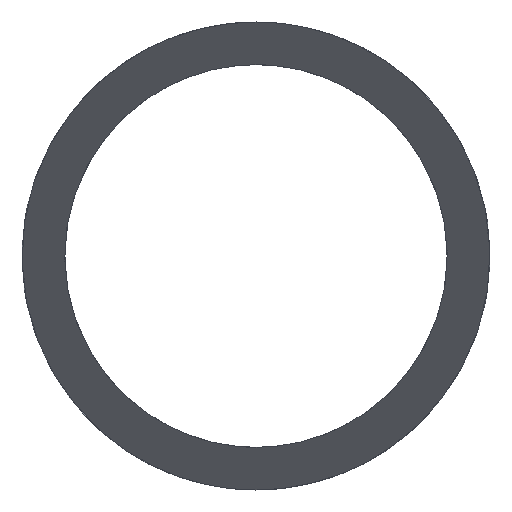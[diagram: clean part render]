
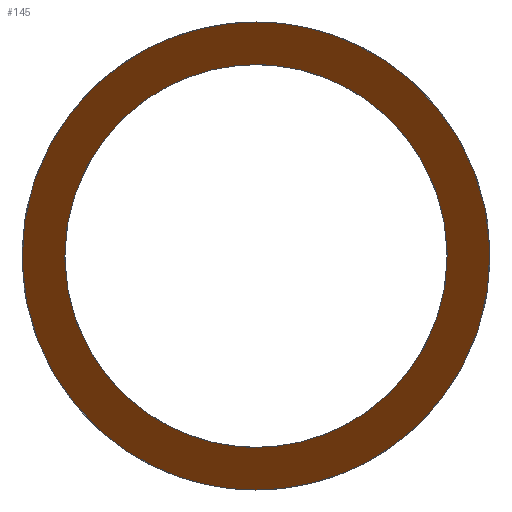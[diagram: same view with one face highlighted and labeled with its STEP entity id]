
A CAD part, front view. The second image highlights one B-rep face of the part: STEP entity #145.
In plain terms, the highlighted planar face has unit normal (0, -0.707, -0.707).
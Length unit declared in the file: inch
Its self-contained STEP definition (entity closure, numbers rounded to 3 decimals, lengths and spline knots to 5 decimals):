
#4 = CARTESIAN_POINT ( 'NONE',  ( -0.6575, -6.59844, 0.6575 ) ) ;
#6 =( BOUNDED_CURVE ( )  B_SPLINE_CURVE ( 3, ( #171, #177, #144, #168 ),
 .UNSPECIFIED., .F., .T. ) 
 B_SPLINE_CURVE_WITH_KNOTS ( ( 4, 4 ),
 ( 0., 3.14159 ),
 .UNSPECIFIED. ) 
 CURVE ( )  GEOMETRIC_REPRESENTATION_ITEM ( )  RATIONAL_B_SPLINE_CURVE ( ( 1., 0.333, 0.333, 1. ) ) 
 REPRESENTATION_ITEM ( '' )  );
#10 = AXIS2_PLACEMENT_3D ( 'NONE', #4, #34, #161 ) ;
#14 = FACE_OUTER_BOUND ( 'NONE', #90, .T. ) ;
#20 = CARTESIAN_POINT ( 'NONE',  ( 1.075, -5.40344, -0.5375 ) ) ;
#34 = DIRECTION ( 'NONE',  ( 0., -0.707, -0.707 ) ) ;
#35 = CARTESIAN_POINT ( 'NONE',  ( 0., -5.28344, -0.6575 ) ) ;
#38 = EDGE_CURVE ( 'NONE', #56, #200, #69, .T. ) ;
#43 = PLANE ( 'NONE',  #10 ) ;
#44 = CARTESIAN_POINT ( 'NONE',  ( 0., -5.28344, -0.6575 ) ) ;
#47 = CARTESIAN_POINT ( 'NONE',  ( 1.315, -5.28344, -0.6575 ) ) ;
#51 = CARTESIAN_POINT ( 'NONE',  ( 0., -6.59844, 0.6575 ) ) ;
#56 = VERTEX_POINT ( 'NONE', #133 ) ;
#64 = VERTEX_POINT ( 'NONE', #135 ) ;
#69 =( BOUNDED_CURVE ( )  B_SPLINE_CURVE ( 3, ( #148, #20, #169, #149 ),
 .UNSPECIFIED., .F., .T. ) 
 B_SPLINE_CURVE_WITH_KNOTS ( ( 4, 4 ),
 ( 3.14159, 6.28319 ),
 .UNSPECIFIED. ) 
 CURVE ( )  GEOMETRIC_REPRESENTATION_ITEM ( )  RATIONAL_B_SPLINE_CURVE ( ( 1., 0.333, 0.333, 1. ) ) 
 REPRESENTATION_ITEM ( '' )  );
#71 = CARTESIAN_POINT ( 'NONE',  ( 1.315, -6.59844, 0.6575 ) ) ;
#75 =( BOUNDED_CURVE ( )  B_SPLINE_CURVE ( 3, ( #35, #47, #71, #82 ),
 .UNSPECIFIED., .F., .T. ) 
 B_SPLINE_CURVE_WITH_KNOTS ( ( 4, 4 ),
 ( 3.14159, 6.28319 ),
 .UNSPECIFIED. ) 
 CURVE ( )  GEOMETRIC_REPRESENTATION_ITEM ( )  RATIONAL_B_SPLINE_CURVE ( ( 1., 0.333, 0.333, 1. ) ) 
 REPRESENTATION_ITEM ( '' )  );
#82 = CARTESIAN_POINT ( 'NONE',  ( 0., -6.59844, 0.6575 ) ) ;
#90 = EDGE_LOOP ( 'NONE', ( #196, #192 ) ) ;
#108 = EDGE_CURVE ( 'NONE', #194, #64, #211, .T. ) ;
#111 = CARTESIAN_POINT ( 'NONE',  ( 0., -6.47844, 0.5375 ) ) ;
#118 = EDGE_CURVE ( 'NONE', #64, #194, #75, .T. ) ;
#119 = CARTESIAN_POINT ( 'NONE',  ( -1.315, -5.28344, -0.6575 ) ) ;
#133 = CARTESIAN_POINT ( 'NONE',  ( 0., -5.40344, -0.5375 ) ) ;
#135 = CARTESIAN_POINT ( 'NONE',  ( 0., -5.28344, -0.6575 ) ) ;
#144 = CARTESIAN_POINT ( 'NONE',  ( -1.075, -5.40344, -0.5375 ) ) ;
#145 = ADVANCED_FACE ( 'NONE', ( #156, #14 ), #43, .T. ) ;
#146 = CARTESIAN_POINT ( 'NONE',  ( -1.315, -6.59844, 0.6575 ) ) ;
#148 = CARTESIAN_POINT ( 'NONE',  ( 0., -5.40344, -0.5375 ) ) ;
#149 = CARTESIAN_POINT ( 'NONE',  ( 0., -6.47844, 0.5375 ) ) ;
#156 = FACE_BOUND ( 'NONE', #179, .T. ) ;
#157 = CARTESIAN_POINT ( 'NONE',  ( 0., -6.59844, 0.6575 ) ) ;
#161 = DIRECTION ( 'NONE',  ( 0., 0.707, -0.707 ) ) ;
#168 = CARTESIAN_POINT ( 'NONE',  ( 0., -5.40344, -0.5375 ) ) ;
#169 = CARTESIAN_POINT ( 'NONE',  ( 1.075, -6.47844, 0.5375 ) ) ;
#171 = CARTESIAN_POINT ( 'NONE',  ( 0., -6.47844, 0.5375 ) ) ;
#175 = EDGE_CURVE ( 'NONE', #200, #56, #6, .T. ) ;
#177 = CARTESIAN_POINT ( 'NONE',  ( -1.075, -6.47844, 0.5375 ) ) ;
#179 = EDGE_LOOP ( 'NONE', ( #199, #195 ) ) ;
#192 = ORIENTED_EDGE ( 'NONE', *, *, #108, .T. ) ;
#194 = VERTEX_POINT ( 'NONE', #157 ) ;
#195 = ORIENTED_EDGE ( 'NONE', *, *, #175, .F. ) ;
#196 = ORIENTED_EDGE ( 'NONE', *, *, #118, .T. ) ;
#199 = ORIENTED_EDGE ( 'NONE', *, *, #38, .F. ) ;
#200 = VERTEX_POINT ( 'NONE', #111 ) ;
#211 =( BOUNDED_CURVE ( )  B_SPLINE_CURVE ( 3, ( #51, #146, #119, #44 ),
 .UNSPECIFIED., .F., .T. ) 
 B_SPLINE_CURVE_WITH_KNOTS ( ( 4, 4 ),
 ( 0., 3.14159 ),
 .UNSPECIFIED. ) 
 CURVE ( )  GEOMETRIC_REPRESENTATION_ITEM ( )  RATIONAL_B_SPLINE_CURVE ( ( 1., 0.333, 0.333, 1. ) ) 
 REPRESENTATION_ITEM ( '' )  );
